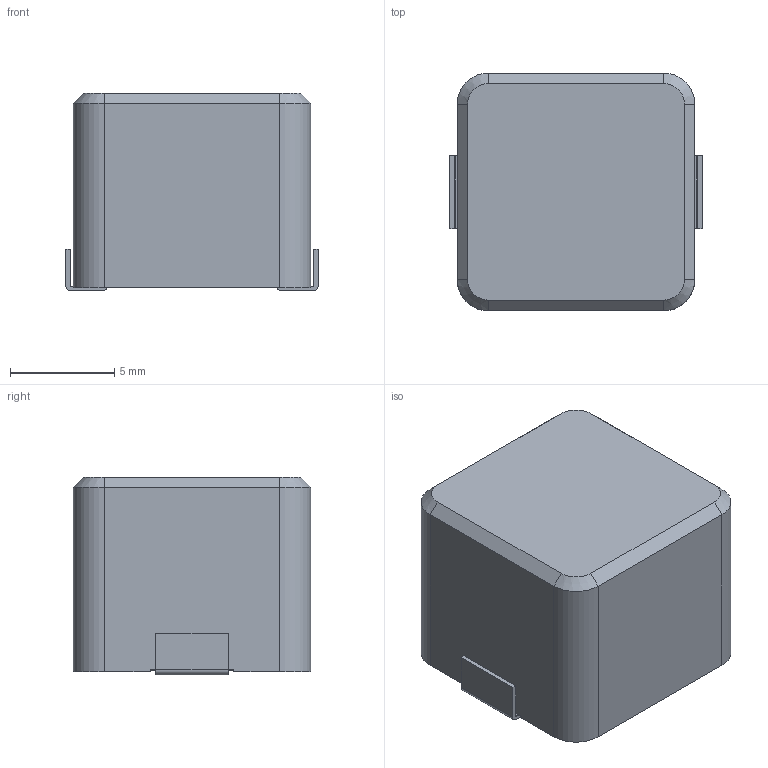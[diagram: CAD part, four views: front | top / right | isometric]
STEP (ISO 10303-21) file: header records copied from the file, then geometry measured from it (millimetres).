
FILE_DESCRIPTION(/* description */ (''),/* implementation_level */ '2;1');
FILE_NAME(/* name */ 'IND_WURTH_WE-HCC_1210.stp',/* time_stamp */ '2016-05-27T13:05:08+02:00',/* author */ ('riccim'),/* organization */ ('SolidWorks'),/* preprocessor_version */ 'ST-DEVELOPER v15.5',/* originating_system */ 'AutoCAD Mechanical',/* authorisation */ ' ');
FILE_SCHEMA (('AUTOMOTIVE_DESIGN { 1 0 10303 214 3 1 1 }'));
Length unit declared in the file: millimetre
Products named in the file (1): Product
Bounding box: 12.1 x 11.4 x 9.5 mm (x, y, z)
Volume: 917.8 mm3; surface area: 1495.6 mm2
Topology: 5 solids, 5 shells, 82 faces, 202 edges, 132 vertices
Faces by surface type: plane 52, cylinder 25, cone 4, bspline 1
Full cylindrical faces by diameter (mm): 1.48 x2, 1.5 x2, 4.5 x1
Entity records: 2803 total; most frequent: CARTESIAN_POINT 792, DIRECTION 416, ORIENTED_EDGE 390, EDGE_CURVE 195, AXIS2_PLACEMENT_3D 140, LINE 136, VECTOR 136, VERTEX_POINT 130
